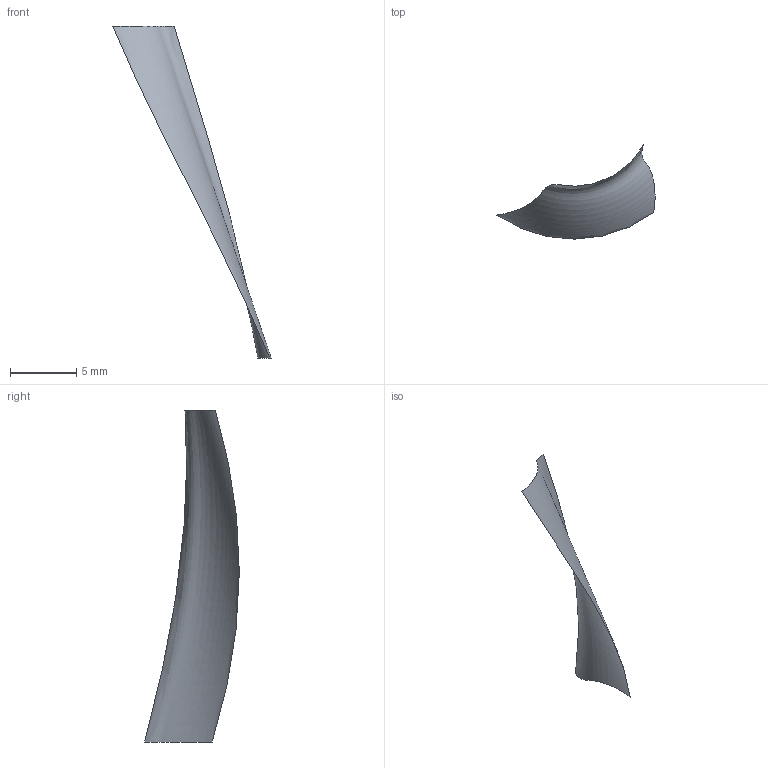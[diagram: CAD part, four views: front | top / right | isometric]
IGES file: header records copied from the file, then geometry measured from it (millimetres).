
Start section:              ZAK INTERNATIONAL by Dr Stepan Lunin, WWW.STEPANLUNIN.COM
Global section: file name: VVVVVVVVVVVVVVVVVVVVVVVVVVVVV; native system: IGES translator from STEPAN LUNIN PH_D; preprocessor: IGES version 5.3; date: 20000321.192329; units: millimetre
Bounding box: 11.91 x 7.13 x 25 mm (x, y, z)
Surface area: 140 mm2 (no closed solid volume)
Topology: 0 solids, 0 shells, 1 faces, 4 edges, 4 vertices
Faces by surface type: bspline 1
